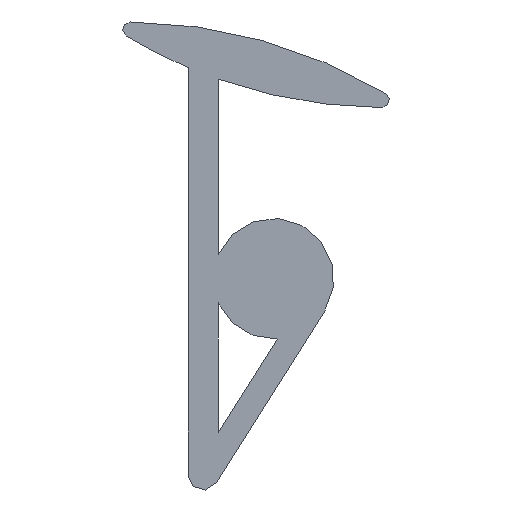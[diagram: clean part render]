
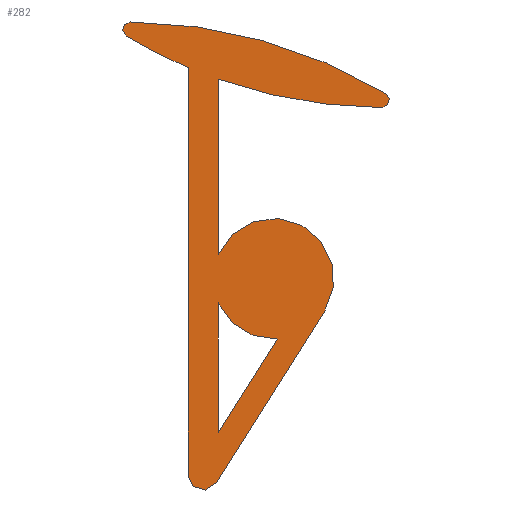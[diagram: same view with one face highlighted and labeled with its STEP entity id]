
A CAD part, front view. The second image highlights one B-rep face of the part: STEP entity #282.
In plain terms, the highlighted planar face has unit normal (0, -1, 0).
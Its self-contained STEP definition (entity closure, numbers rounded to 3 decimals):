
#15=FACE_BOUND('',#53,.T.);
#22=PLANE('',#333);
#37=FACE_OUTER_BOUND('',#52,.T.);
#52=EDGE_LOOP('',(#235,#236,#237,#238,#239,#240,#241,#242,#243,#244));
#53=EDGE_LOOP('',(#245,#246,#247));
#58=LINE('',#434,#81);
#61=LINE('',#439,#84);
#65=LINE('',#452,#88);
#69=LINE('',#464,#92);
#77=LINE('',#499,#100);
#81=VECTOR('',#347,10.);
#84=VECTOR('',#352,10.);
#88=VECTOR('',#364,10.);
#92=VECTOR('',#376,10.);
#100=VECTOR('',#416,10.);
#102=CIRCLE('',#305,1.2);
#104=CIRCLE('',#310,0.3);
#106=CIRCLE('',#314,1.2);
#108=CIRCLE('',#318,10.);
#110=CIRCLE('',#321,0.15);
#112=CIRCLE('',#324,10.);
#114=CIRCLE('',#327,0.15);
#116=CIRCLE('',#330,10.);
#118=VERTEX_POINT('',#424);
#119=VERTEX_POINT('',#425);
#122=VERTEX_POINT('',#433);
#124=VERTEX_POINT('',#442);
#125=VERTEX_POINT('',#443);
#128=VERTEX_POINT('',#451);
#130=VERTEX_POINT('',#457);
#132=VERTEX_POINT('',#463);
#134=VERTEX_POINT('',#469);
#136=VERTEX_POINT('',#475);
#138=VERTEX_POINT('',#481);
#140=VERTEX_POINT('',#487);
#142=VERTEX_POINT('',#493);
#144=EDGE_CURVE('',#118,#119,#102,.T.);
#148=EDGE_CURVE('',#122,#118,#58,.T.);
#151=EDGE_CURVE('',#119,#122,#61,.T.);
#153=EDGE_CURVE('',#124,#125,#104,.T.);
#157=EDGE_CURVE('',#125,#128,#65,.T.);
#160=EDGE_CURVE('',#128,#130,#106,.T.);
#163=EDGE_CURVE('',#130,#132,#69,.T.);
#166=EDGE_CURVE('',#132,#134,#108,.T.);
#169=EDGE_CURVE('',#134,#136,#110,.T.);
#172=EDGE_CURVE('',#136,#138,#112,.T.);
#175=EDGE_CURVE('',#138,#140,#114,.T.);
#178=EDGE_CURVE('',#140,#142,#116,.T.);
#181=EDGE_CURVE('',#142,#124,#77,.T.);
#235=ORIENTED_EDGE('',*,*,#181,.T.);
#236=ORIENTED_EDGE('',*,*,#153,.T.);
#237=ORIENTED_EDGE('',*,*,#157,.T.);
#238=ORIENTED_EDGE('',*,*,#160,.T.);
#239=ORIENTED_EDGE('',*,*,#163,.T.);
#240=ORIENTED_EDGE('',*,*,#166,.T.);
#241=ORIENTED_EDGE('',*,*,#169,.T.);
#242=ORIENTED_EDGE('',*,*,#172,.T.);
#243=ORIENTED_EDGE('',*,*,#175,.T.);
#244=ORIENTED_EDGE('',*,*,#178,.T.);
#245=ORIENTED_EDGE('',*,*,#144,.T.);
#246=ORIENTED_EDGE('',*,*,#151,.T.);
#247=ORIENTED_EDGE('',*,*,#148,.T.);
#282=ADVANCED_FACE('',(#37,#15),#22,.F.);
#305=AXIS2_PLACEMENT_3D('',#426,#339,#340);
#310=AXIS2_PLACEMENT_3D('',#444,#356,#357);
#314=AXIS2_PLACEMENT_3D('',#458,#369,#370);
#318=AXIS2_PLACEMENT_3D('',#470,#381,#382);
#321=AXIS2_PLACEMENT_3D('',#476,#388,#389);
#324=AXIS2_PLACEMENT_3D('',#482,#395,#396);
#327=AXIS2_PLACEMENT_3D('',#488,#402,#403);
#330=AXIS2_PLACEMENT_3D('',#494,#409,#410);
#333=AXIS2_PLACEMENT_3D('',#501,#418,#419);
#339=DIRECTION('center_axis',(0.,-1.,0.));
#340=DIRECTION('ref_axis',(-0.059,0.,0.998));
#347=DIRECTION('',(0.,0.,1.));
#352=DIRECTION('',(-0.534,0.,-0.845));
#356=DIRECTION('center_axis',(0.,-1.,0.));
#357=DIRECTION('ref_axis',(-0.845,0.,0.534));
#364=DIRECTION('',(0.534,0.,0.845));
#369=DIRECTION('center_axis',(0.,-1.,0.));
#370=DIRECTION('ref_axis',(0.917,0.,-0.4));
#376=DIRECTION('',(0.,0.,1.));
#381=DIRECTION('center_axis',(0.,-1.,0.));
#382=DIRECTION('ref_axis',(0.006,0.,1.));
#388=DIRECTION('center_axis',(0.,-1.,0.));
#389=DIRECTION('ref_axis',(-0.514,0.,-0.858));
#395=DIRECTION('center_axis',(0.,-1.,0.));
#396=DIRECTION('ref_axis',(-0.006,0.,-1.));
#402=DIRECTION('center_axis',(0.,-1.,0.));
#403=DIRECTION('ref_axis',(0.514,0.,0.858));
#409=DIRECTION('center_axis',(0.,-1.,0.));
#410=DIRECTION('ref_axis',(0.391,0.,0.92));
#416=DIRECTION('',(0.,0.,-1.));
#418=DIRECTION('center_axis',(0.,1.,0.));
#419=DIRECTION('ref_axis',(0.,0.,1.));
#424=CARTESIAN_POINT('',(0.6,0.,3.72));
#425=CARTESIAN_POINT('',(1.771,0.,3.002));
#426=CARTESIAN_POINT('Origin',(1.7,0.,4.2));
#433=CARTESIAN_POINT('',(0.6,0.,1.149));
#434=CARTESIAN_POINT('',(0.6,0.,3.288));
#439=CARTESIAN_POINT('',(2.204,0.,3.687));
#442=CARTESIAN_POINT('',(0.,0.,0.3));
#443=CARTESIAN_POINT('',(0.554,0.,0.14));
#444=CARTESIAN_POINT('Origin',(0.3,0.,0.3));
#451=CARTESIAN_POINT('',(2.714,0.,3.559));
#452=CARTESIAN_POINT('',(0.554,0.,0.14));
#457=CARTESIAN_POINT('',(0.6,0.,4.68));
#458=CARTESIAN_POINT('Origin',(1.7,0.,4.2));
#463=CARTESIAN_POINT('',(0.6,0.,8.164));
#464=CARTESIAN_POINT('',(0.6,0.,4.68));
#469=CARTESIAN_POINT('',(3.849,0.,7.6));
#470=CARTESIAN_POINT('Origin',(3.912,0.,17.6));
#475=CARTESIAN_POINT('',(3.927,0.,7.879));
#476=CARTESIAN_POINT('Origin',(3.85,0.,7.75));
#481=CARTESIAN_POINT('',(-1.149,0.,9.3));
#482=CARTESIAN_POINT('Origin',(-1.212,0.,-0.7));
#487=CARTESIAN_POINT('',(-1.227,0.,9.021));
#488=CARTESIAN_POINT('Origin',(-1.15,0.,9.15));
#493=CARTESIAN_POINT('',(0.,0.,8.397));
#494=CARTESIAN_POINT('Origin',(3.912,0.,17.6));
#499=CARTESIAN_POINT('',(0.,0.,8.397));
#501=CARTESIAN_POINT('Origin',(0.966,0.,5.428));
